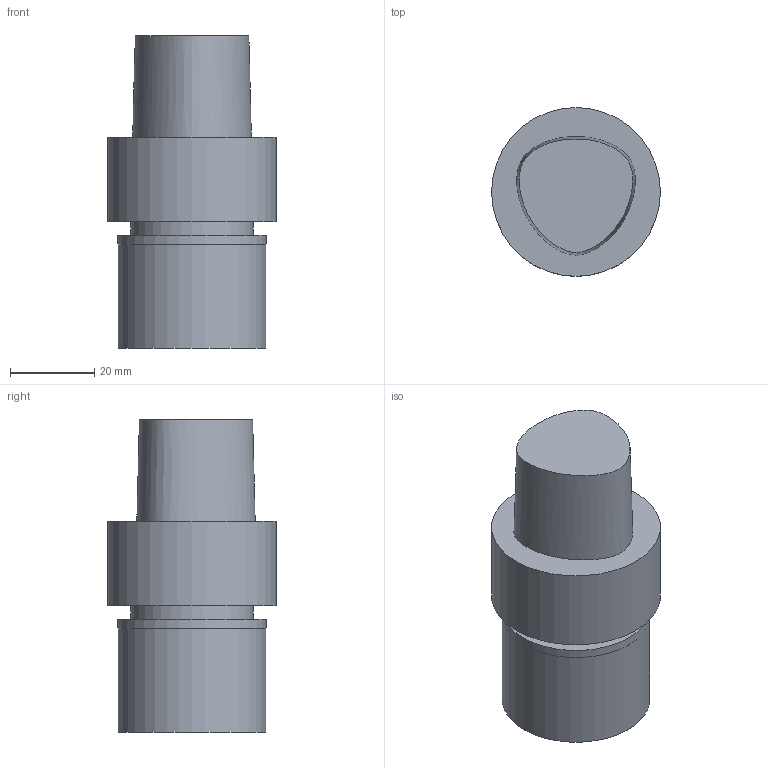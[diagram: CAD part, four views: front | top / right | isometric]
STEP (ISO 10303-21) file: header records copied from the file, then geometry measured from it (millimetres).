
FILE_DESCRIPTION((''),'1');
FILE_NAME('C4-MEGA13N-50.stp','2012-11-09T01:30:35',(''),(''),'Spatial Interop R18','Kubotek KeyCreator V8.5.1 (14335)',' ');
FILE_SCHEMA(('CONFIG_CONTROL_DESIGN'));
Length unit declared in the file: millimetre
Products named in the file (1): 1
Bounding box: 39.98 x 39.98 x 74 mm (x, y, z)
Volume: 66919.1 mm3; surface area: 10911.5 mm2
Topology: 1 solids, 1 shells, 12 faces, 17 edges, 11 vertices
Faces by surface type: plane 6, cylinder 4, bspline 1, cone 1
Full cylindrical faces by diameter (mm): 29 x1, 35 x1, 35.3 x1, 39.98 x1
Entity records: 801 total; most frequent: CARTESIAN_POINT 565, DIRECTION 42, ORIENTED_EDGE 24, AXIS2_PLACEMENT_3D 21, EDGE_LOOP 21, FACE_BOUND 14, ADVANCED_FACE 12, EDGE_CURVE 12
